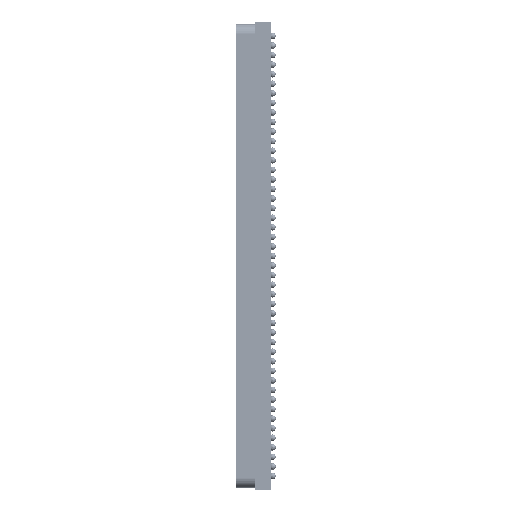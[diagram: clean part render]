
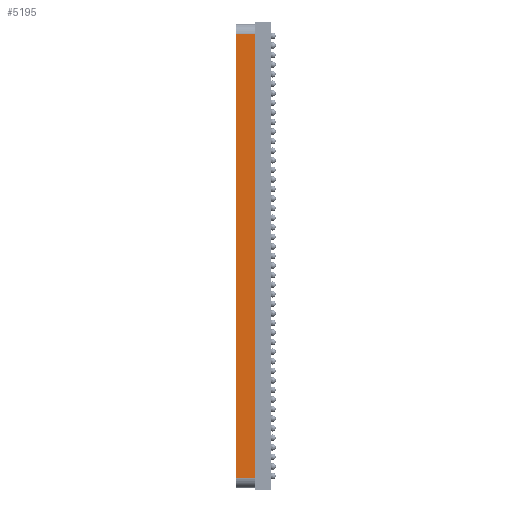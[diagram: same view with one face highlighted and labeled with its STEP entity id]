
A CAD part, left-side view. The second image highlights one B-rep face of the part: STEP entity #5195.
In plain terms, the highlighted planar face has unit normal (-1, 0, 0).
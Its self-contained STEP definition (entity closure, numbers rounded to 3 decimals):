
#4438=DIRECTION('',(0.,0.,1.));
#4439=VECTOR('',#4438,42.6);
#4440=CARTESIAN_POINT('',(-22.3,1.498,-21.3));
#4441=LINE('',#4440,#4439);
#4550=DIRECTION('',(0.,1.,0.));
#4551=VECTOR('',#4550,1.8);
#4552=CARTESIAN_POINT('',(-22.3,1.498,21.3));
#4553=LINE('',#4552,#4551);
#4554=DIRECTION('',(0.,1.,0.));
#4555=VECTOR('',#4554,1.8);
#4556=CARTESIAN_POINT('',(-22.3,1.498,-21.3));
#4557=LINE('',#4556,#4555);
#4627=DIRECTION('',(0.,0.,1.));
#4628=VECTOR('',#4627,42.6);
#4629=CARTESIAN_POINT('',(-22.3,3.298,-21.3));
#4630=LINE('',#4629,#4628);
#4933=CARTESIAN_POINT('',(-22.3,1.498,-21.3));
#4934=CARTESIAN_POINT('',(-22.3,1.498,21.3));
#4935=VERTEX_POINT('',#4933);
#4936=VERTEX_POINT('',#4934);
#5013=CARTESIAN_POINT('',(-22.3,3.298,-21.3));
#5014=CARTESIAN_POINT('',(-22.3,3.298,21.3));
#5015=VERTEX_POINT('',#5013);
#5016=VERTEX_POINT('',#5014);
#5182=CARTESIAN_POINT('',(-22.3,1.498,-21.3));
#5183=DIRECTION('',(-1.,0.,0.));
#5184=DIRECTION('',(0.,0.,1.));
#5185=AXIS2_PLACEMENT_3D('',#5182,#5183,#5184);
#5186=PLANE('',#5185);
#5187=ORIENTED_EDGE('',*,*,#5112,.F.);
#5189=ORIENTED_EDGE('',*,*,#5188,.T.);
#5191=ORIENTED_EDGE('',*,*,#5190,.T.);
#5192=ORIENTED_EDGE('',*,*,#5173,.F.);
#5193=EDGE_LOOP('',(#5187,#5189,#5191,#5192));
#5194=FACE_OUTER_BOUND('',#5193,.F.);
#5195=ADVANCED_FACE('',(#5194),#5186,.T.);
#5112=EDGE_CURVE('',#4935,#4936,#4441,.T.);
#5173=EDGE_CURVE('',#4936,#5016,#4553,.T.);
#5188=EDGE_CURVE('',#4935,#5015,#4557,.T.);
#5190=EDGE_CURVE('',#5015,#5016,#4630,.T.);
